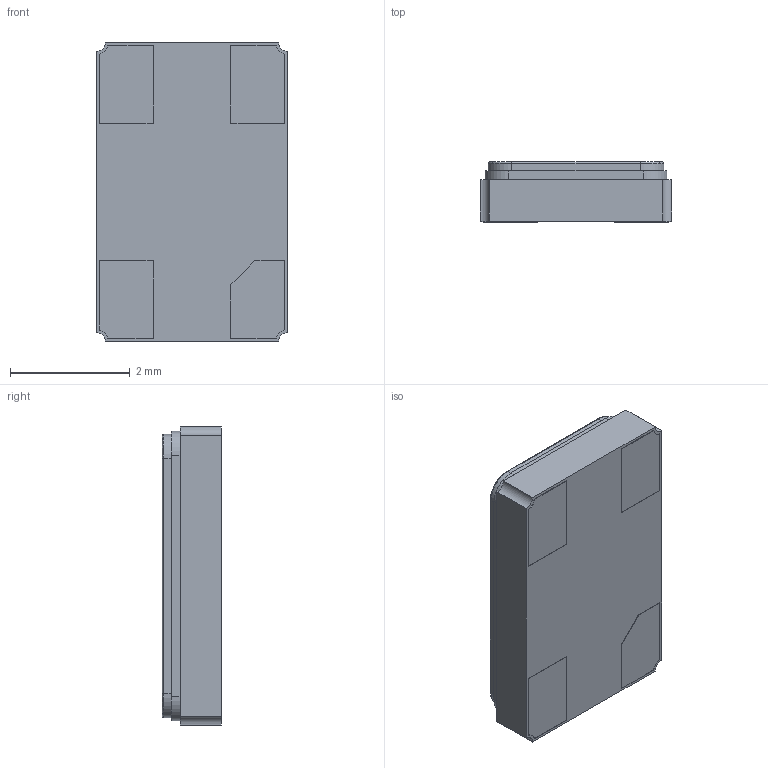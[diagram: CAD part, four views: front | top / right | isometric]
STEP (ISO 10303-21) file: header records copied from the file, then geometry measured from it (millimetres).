
FILE_DESCRIPTION (( 'STEP AP214' ), '1' );
FILE_NAME ('User Library-CRYSTALSMD5X32.STEP', '2013-01-06T15:55:38', ( 'Windows User' ), ( '' ), 'SwSTEP 2.0', 'SolidWorks 2013', '' );
FILE_SCHEMA (( 'AUTOMOTIVE_DESIGN' ));
Length unit declared in the file: millimetre
Products named in the file (1): User Library-CRYSTALSMD5X32
Bounding box: 3.2 x 1 x 5 mm (x, y, z)
Volume: 15.3 mm3; surface area: 47.4 mm2
Topology: 1 solids, 1 shells, 69 faces, 175 edges, 114 vertices
Faces by surface type: plane 45, cylinder 20, bspline 4
Entity records: 2902 total; most frequent: CARTESIAN_POINT 431, ORIENTED_EDGE 350, DIRECTION 343, EDGE_CURVE 175, LINE 131, VECTOR 131, VERTEX_POINT 114, AXIS2_PLACEMENT_3D 106
